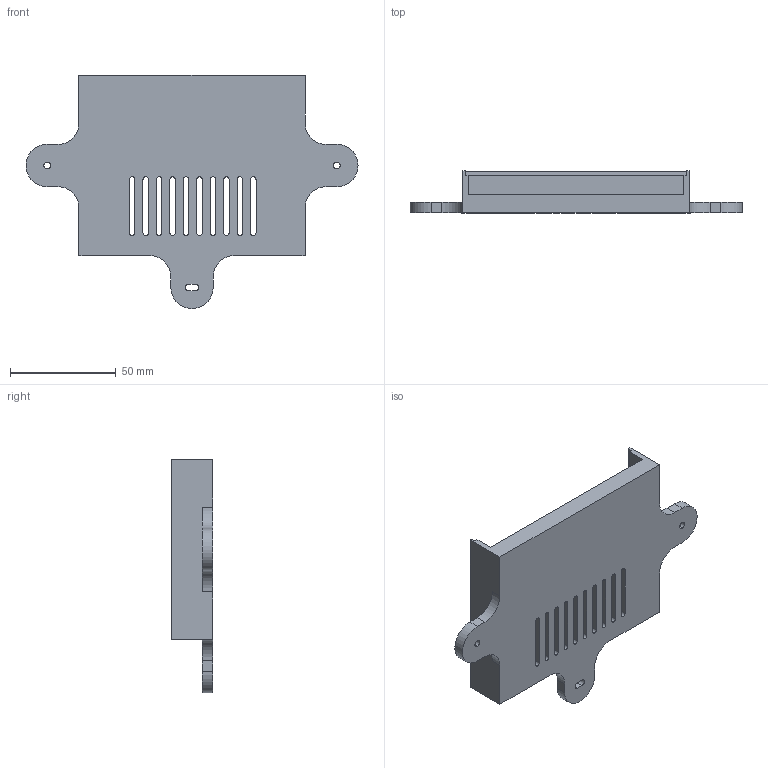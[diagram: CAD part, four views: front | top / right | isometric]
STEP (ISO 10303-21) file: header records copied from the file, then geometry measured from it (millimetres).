
FILE_DESCRIPTION (( 'STEP AP203' ), '1' );
FILE_NAME ('jnano_case_bottom.STEP', '2021-04-01T06:22:52', ( '' ), ( '' ), 'SwSTEP 2.0', 'SolidWorks 2020', '' );
FILE_SCHEMA (( 'CONFIG_CONTROL_DESIGN' ));
Length unit declared in the file: millimetre
Products named in the file (1): jnano_case_bottom
Bounding box: 156.68 x 19.81 x 110.09 mm (x, y, z)
Volume: 41493.7 mm3; surface area: 33491.1 mm2
Topology: 1 solids, 1 shells, 150 faces, 429 edges, 286 vertices
Faces by surface type: plane 86, cylinder 64
Entity records: 5050 total; most frequent: CARTESIAN_POINT 866, DIRECTION 859, ORIENTED_EDGE 858, EDGE_CURVE 429, LINE 301, VECTOR 301, VERTEX_POINT 286, AXIS2_PLACEMENT_3D 279
